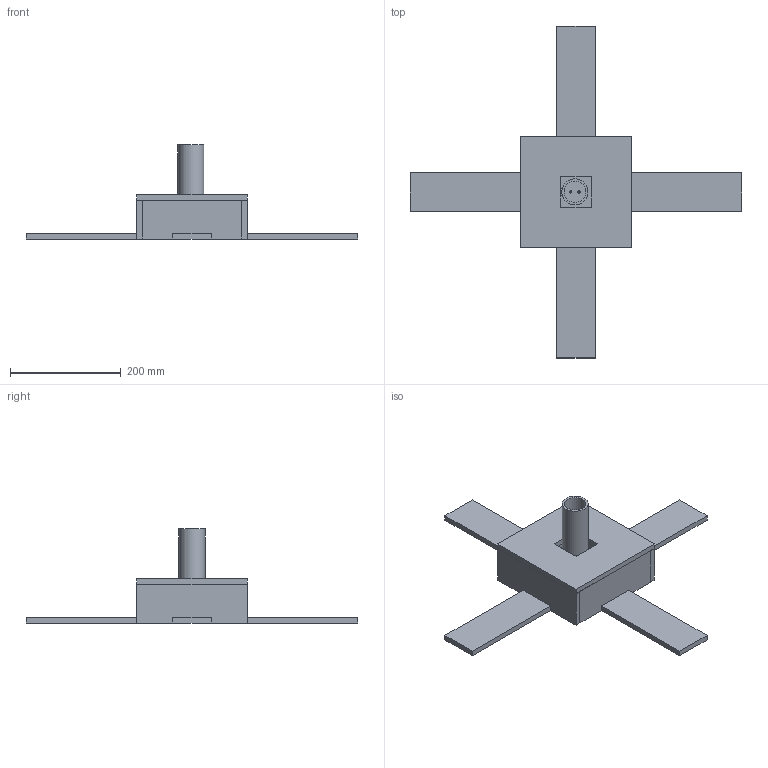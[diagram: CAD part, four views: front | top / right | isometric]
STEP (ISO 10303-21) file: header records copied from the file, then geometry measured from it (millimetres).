
FILE_DESCRIPTION(/* description */ (''),/* implementation_level */ '2;1');
FILE_NAME(/* name */ 'Test Stand v5.step',/* time_stamp */ '2023-06-05T21:51:35+03:00',/* author */ (''),/* organization */ (''),/* preprocessor_version */ 'ST-DEVELOPER v19.2',/* originating_system */ 'Autodesk Translation Framework v12.4.0.73',/* authorisation */ '');
FILE_SCHEMA (('AUTOMOTIVE_DESIGN { 1 0 10303 214 3 1 1 }'));
Length unit declared in the file: millimetre
Products named in the file (5): Test Stand; Load Cell; Stand; Motor Holder; Legs
Assembly tree (4 placements, depth 2):
  Test Stand
    Load Cell
    Stand
    Motor Holder
    Legs
Bounding box: 600 x 600 x 170 mm (x, y, z)
Volume: 1739812.5 mm3; surface area: 423040.2 mm2
Topology: 8 solids, 8 shells, 84 faces, 201 edges, 134 vertices
Faces by surface type: plane 73, cylinder 10, torus 1
Full cylindrical faces by diameter (mm): 4 x6, 39 x1, 47 x1
Entity records: 2601 total; most frequent: CARTESIAN_POINT 429, DIRECTION 412, ORIENTED_EDGE 402, EDGE_CURVE 201, LINE 178, VECTOR 178, VERTEX_POINT 134, AXIS2_PLACEMENT_3D 117
